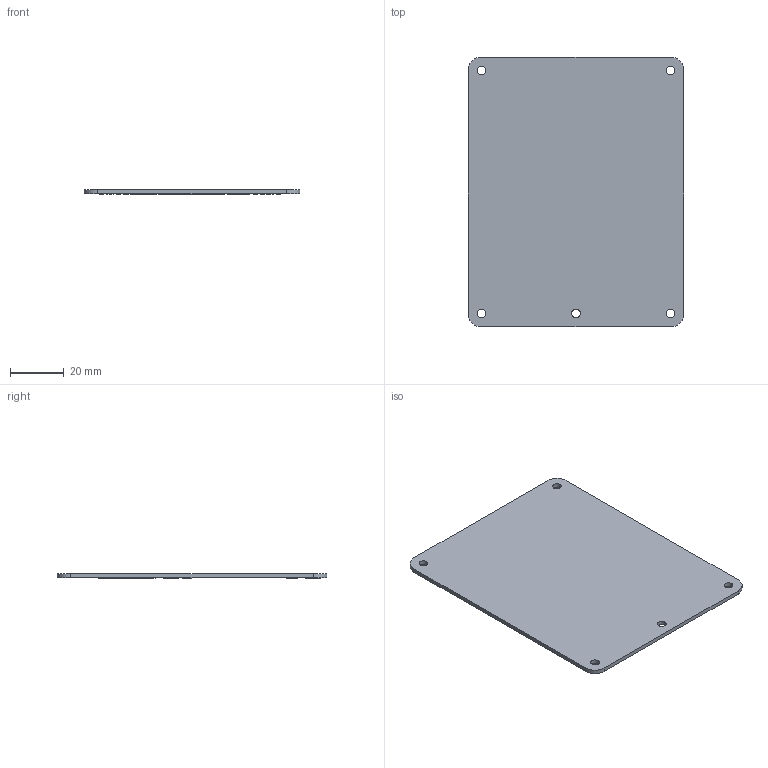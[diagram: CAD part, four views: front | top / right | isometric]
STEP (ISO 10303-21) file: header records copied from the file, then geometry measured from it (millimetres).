
FILE_DESCRIPTION(('KiCad electronic assembly'),'2;1');
FILE_NAME('big_muff_pi_bottom_plate.step','2025-05-13T15:55:00',( 'Pcbnew'),('Kicad'),'Open CASCADE STEP processor 7.8', 'KiCad to STEP converter','Unknown');
FILE_SCHEMA(('AUTOMOTIVE_DESIGN { 1 0 10303 214 1 1 1 1 }'));
Length unit declared in the file: millimetre
Products named in the file (3): big_muff_pi_bottom_plate 1; big_muff_pi_bottom_plate_silkscreen; big_muff_pi_bottom_plate_PCB
Assembly tree (2 placements, depth 2):
  big_muff_pi_bottom_plate 1
    big_muff_pi_bottom_plate_silkscreen
    big_muff_pi_bottom_plate_PCB
Bounding box: 80 x 100 x 1.58 mm (x, y, z)
Volume: 11986.9 mm3; surface area: 16647.3 mm2
Topology: 1 solids, 69 shells, 83 faces, 1562 edges, 1549 vertices
Faces by surface type: plane 74, cylinder 9
Full cylindrical faces by diameter (mm): 3.2 x5
Entity records: 14182 total; most frequent: CARTESIAN_POINT 3197, DIRECTION 1992, ORIENTED_EDGE 1601, EDGE_CURVE 1562, VERTEX_POINT 1549, LINE 1304, VECTOR 1304, AXIS2_PLACEMENT_3D 344
